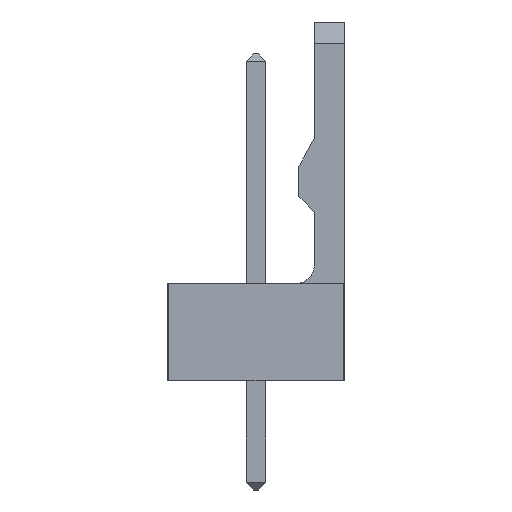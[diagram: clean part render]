
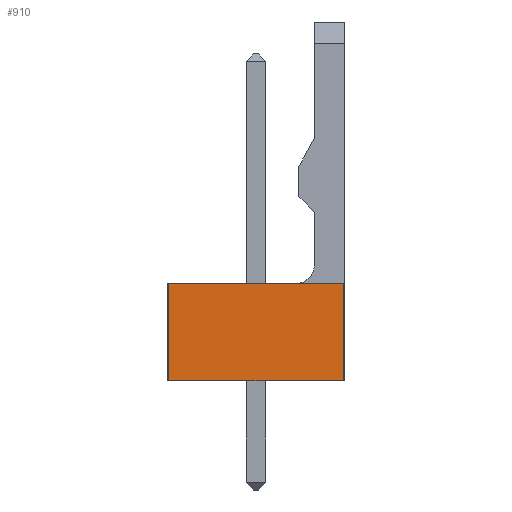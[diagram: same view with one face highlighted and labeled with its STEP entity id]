
A CAD part, left-side view. The second image highlights one B-rep face of the part: STEP entity #910.
In plain terms, the highlighted planar face has unit normal (-1, 0, 0).
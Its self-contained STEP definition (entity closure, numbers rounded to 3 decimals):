
#43 = VERTEX_POINT('',#44);
#44 = CARTESIAN_POINT('',(-1.27,-2.85,0.));
#51 = EDGE_CURVE('',#52,#43,#54,.T.);
#52 = VERTEX_POINT('',#53);
#53 = CARTESIAN_POINT('',(-1.27,2.85,0.));
#54 = LINE('',#55,#56);
#55 = CARTESIAN_POINT('',(-1.27,2.9,0.));
#56 = VECTOR('',#57,1.);
#57 = DIRECTION('',(0.,-1.,0.));
#890 = EDGE_CURVE('',#52,#891,#893,.T.);
#891 = VERTEX_POINT('',#892);
#892 = CARTESIAN_POINT('',(-1.27,2.85,3.17));
#893 = LINE('',#894,#895);
#894 = CARTESIAN_POINT('',(-1.27,2.85,0.));
#895 = VECTOR('',#896,1.);
#896 = DIRECTION('',(0.,0.,1.));
#910 = ADVANCED_FACE('',(#911),#929,.F.);
#911 = FACE_BOUND('',#912,.F.);
#912 = EDGE_LOOP('',(#913,#914,#915,#923));
#913 = ORIENTED_EDGE('',*,*,#51,.F.);
#914 = ORIENTED_EDGE('',*,*,#890,.T.);
#915 = ORIENTED_EDGE('',*,*,#916,.T.);
#916 = EDGE_CURVE('',#891,#917,#919,.T.);
#917 = VERTEX_POINT('',#918);
#918 = CARTESIAN_POINT('',(-1.27,-2.85,3.17));
#919 = LINE('',#920,#921);
#920 = CARTESIAN_POINT('',(-1.27,2.9,3.17));
#921 = VECTOR('',#922,1.);
#922 = DIRECTION('',(0.,-1.,0.));
#923 = ORIENTED_EDGE('',*,*,#924,.F.);
#924 = EDGE_CURVE('',#43,#917,#925,.T.);
#925 = LINE('',#926,#927);
#926 = CARTESIAN_POINT('',(-1.27,-2.85,0.));
#927 = VECTOR('',#928,1.);
#928 = DIRECTION('',(0.,0.,1.));
#929 = PLANE('',#930);
#930 = AXIS2_PLACEMENT_3D('',#931,#932,#933);
#931 = CARTESIAN_POINT('',(-1.27,2.9,0.));
#932 = DIRECTION('',(1.,0.,0.));
#933 = DIRECTION('',(0.,-1.,0.));
